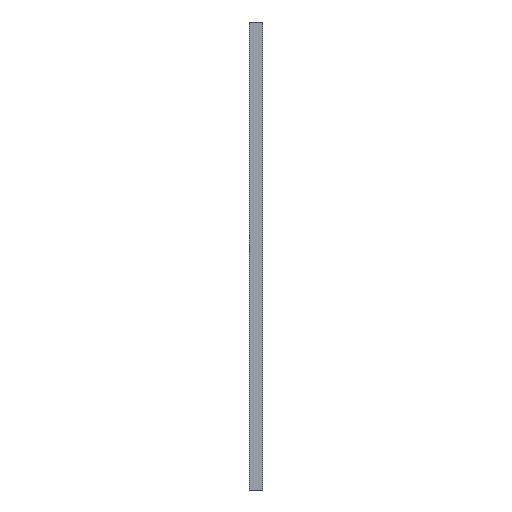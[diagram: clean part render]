
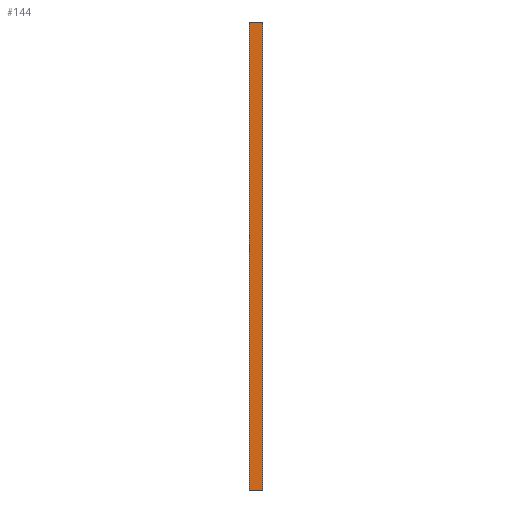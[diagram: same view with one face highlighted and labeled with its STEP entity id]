
A CAD part, left-side view. The second image highlights one B-rep face of the part: STEP entity #144.
In plain terms, the highlighted planar face has unit normal (-1, 0, 0).
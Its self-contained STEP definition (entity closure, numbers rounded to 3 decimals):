
#111 = ORIENTED_EDGE ( 'NONE', *, *, #891, .T. ) ;
#144 = ADVANCED_FACE ( 'NONE', ( #545 ), #1296, .F. ) ;
#147 = VERTEX_POINT ( 'NONE', #679 ) ;
#157 = LINE ( 'NONE', #1007, #820 ) ;
#176 = CARTESIAN_POINT ( 'NONE',  ( 0., 16., 0. ) ) ;
#180 = CARTESIAN_POINT ( 'NONE',  ( 0., 16., 0. ) ) ;
#326 = LINE ( 'NONE', #846, #644 ) ;
#498 = VERTEX_POINT ( 'NONE', #499 ) ;
#499 = CARTESIAN_POINT ( 'NONE',  ( 0., 16., -550. ) ) ;
#507 = VERTEX_POINT ( 'NONE', #1230 ) ;
#517 = DIRECTION ( 'NONE',  ( 0., 0., 1. ) ) ;
#545 = FACE_OUTER_BOUND ( 'NONE', #963, .T. ) ;
#597 = DIRECTION ( 'NONE',  ( 0., 0., 1. ) ) ;
#614 = AXIS2_PLACEMENT_3D ( 'NONE', #180, #798, #1263 ) ;
#644 = VECTOR ( 'NONE', #1198, 1000. ) ;
#665 = CARTESIAN_POINT ( 'NONE',  ( 0., 16., 0. ) ) ;
#668 = VECTOR ( 'NONE', #597, 1000. ) ;
#679 = CARTESIAN_POINT ( 'NONE',  ( 0., 0., 0. ) ) ;
#739 = CARTESIAN_POINT ( 'NONE',  ( 0., 0., 0. ) ) ;
#798 = DIRECTION ( 'NONE',  ( 1., 0., 0. ) ) ;
#820 = VECTOR ( 'NONE', #1031, 1000. ) ;
#846 = CARTESIAN_POINT ( 'NONE',  ( 0., 16., 0. ) ) ;
#891 = EDGE_CURVE ( 'NONE', #507, #147, #1336, .T. ) ;
#923 = ORIENTED_EDGE ( 'NONE', *, *, #1607, .F. ) ;
#963 = EDGE_LOOP ( 'NONE', ( #111, #923, #1564, #1594 ) ) ;
#990 = EDGE_CURVE ( 'NONE', #498, #1211, #1025, .T. ) ;
#1007 = CARTESIAN_POINT ( 'NONE',  ( 0., 16., -550. ) ) ;
#1016 = EDGE_CURVE ( 'NONE', #498, #507, #157, .T. ) ;
#1025 = LINE ( 'NONE', #665, #1313 ) ;
#1031 = DIRECTION ( 'NONE',  ( 0., -1., 0. ) ) ;
#1198 = DIRECTION ( 'NONE',  ( 0., -1., 0. ) ) ;
#1211 = VERTEX_POINT ( 'NONE', #176 ) ;
#1230 = CARTESIAN_POINT ( 'NONE',  ( 0., 0., -550. ) ) ;
#1263 = DIRECTION ( 'NONE',  ( 0., 0., -1. ) ) ;
#1296 = PLANE ( 'NONE',  #614 ) ;
#1313 = VECTOR ( 'NONE', #517, 1000. ) ;
#1336 = LINE ( 'NONE', #739, #668 ) ;
#1564 = ORIENTED_EDGE ( 'NONE', *, *, #990, .F. ) ;
#1594 = ORIENTED_EDGE ( 'NONE', *, *, #1016, .T. ) ;
#1607 = EDGE_CURVE ( 'NONE', #1211, #147, #326, .T. ) ;
